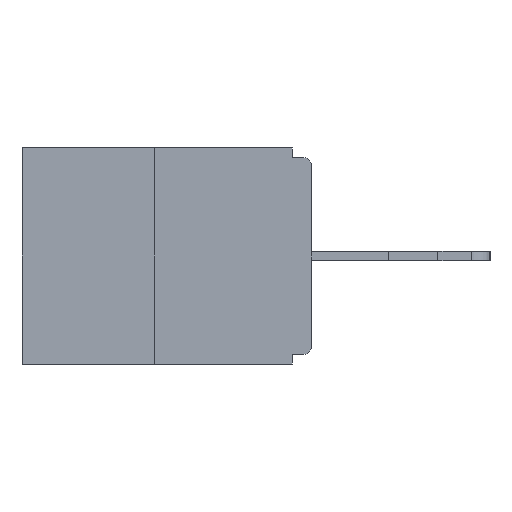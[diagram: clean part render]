
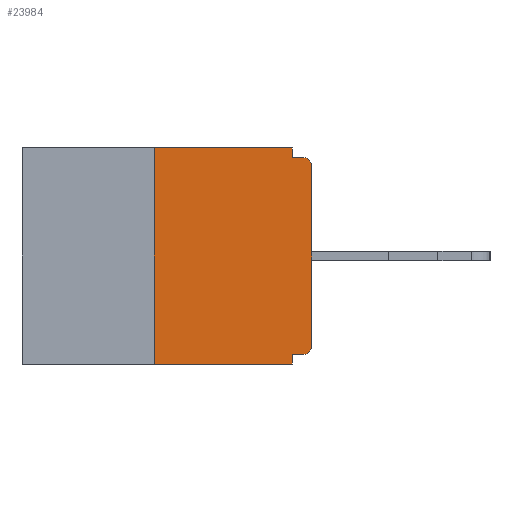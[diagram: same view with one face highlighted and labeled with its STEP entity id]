
A CAD part, left-side view. The second image highlights one B-rep face of the part: STEP entity #23984.
In plain terms, the highlighted planar face has unit normal (-1, 0, 0).
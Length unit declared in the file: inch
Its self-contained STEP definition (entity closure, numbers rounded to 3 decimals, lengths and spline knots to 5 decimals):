
#466 = CARTESIAN_POINT ( 'NONE',  ( 0., 0., -0.03 ) ) ;
#492 = LINE ( 'NONE', #6909, #14153 ) ;
#495 = VERTEX_POINT ( 'NONE', #11389 ) ;
#653 = VECTOR ( 'NONE', #1837, 39.37008 ) ;
#1582 = ORIENTED_EDGE ( 'NONE', *, *, #18423, .F. ) ;
#1657 = EDGE_CURVE ( 'NONE', #26275, #25994, #492, .T. ) ;
#1837 = DIRECTION ( 'NONE',  ( 0., -1., 0. ) ) ;
#2427 = CARTESIAN_POINT ( 'NONE',  ( 0., 0.031, -0.015 ) ) ;
#2846 = CARTESIAN_POINT ( 'NONE',  ( 0., 0.015, -0.328 ) ) ;
#3108 = CIRCLE ( 'NONE', #3999, 0.015 ) ;
#3497 = EDGE_CURVE ( 'NONE', #12439, #26275, #27485, .T. ) ;
#3515 = EDGE_CURVE ( 'NONE', #495, #25994, #16825, .T. ) ;
#3637 = CARTESIAN_POINT ( 'NONE',  ( 0., 0.031, -0.328 ) ) ;
#3865 = ORIENTED_EDGE ( 'NONE', *, *, #3515, .T. ) ;
#3999 = AXIS2_PLACEMENT_3D ( 'NONE', #8708, #11238, #13203 ) ;
#4162 = ORIENTED_EDGE ( 'NONE', *, *, #16834, .T. ) ;
#4471 = VERTEX_POINT ( 'NONE', #24157 ) ;
#4549 = LINE ( 'NONE', #12654, #10326 ) ;
#4980 = CARTESIAN_POINT ( 'NONE',  ( 0., 0.031, 0. ) ) ;
#5729 = AXIS2_PLACEMENT_3D ( 'NONE', #25732, #12966, #21515 ) ;
#6156 = CARTESIAN_POINT ( 'NONE',  ( 0., 0., -0.015 ) ) ;
#6558 = VERTEX_POINT ( 'NONE', #7187 ) ;
#6835 = LINE ( 'NONE', #7105, #17522 ) ;
#6909 = CARTESIAN_POINT ( 'NONE',  ( 0., 0.031, -0.343 ) ) ;
#7105 = CARTESIAN_POINT ( 'NONE',  ( 0., 0., 0. ) ) ;
#7187 = CARTESIAN_POINT ( 'NONE',  ( 0., 0.25, 0. ) ) ;
#8255 = CARTESIAN_POINT ( 'NONE',  ( 0., 0., -0.328 ) ) ;
#8505 = CARTESIAN_POINT ( 'NONE',  ( 0., 0.25, 0. ) ) ;
#8708 = CARTESIAN_POINT ( 'NONE',  ( 0., 0.015, -0.313 ) ) ;
#9342 = VERTEX_POINT ( 'NONE', #23064 ) ;
#9378 = EDGE_CURVE ( 'NONE', #6558, #27337, #16753, .T. ) ;
#9471 = EDGE_CURVE ( 'NONE', #9978, #9342, #14228, .T. ) ;
#9560 = DIRECTION ( 'NONE',  ( 0., 0., -1. ) ) ;
#9645 = ORIENTED_EDGE ( 'NONE', *, *, #9378, .F. ) ;
#9978 = VERTEX_POINT ( 'NONE', #466 ) ;
#10326 = VECTOR ( 'NONE', #19231, 39.37008 ) ;
#10890 = ORIENTED_EDGE ( 'NONE', *, *, #9471, .T. ) ;
#11036 = LINE ( 'NONE', #8505, #15968 ) ;
#11083 = ORIENTED_EDGE ( 'NONE', *, *, #23424, .F. ) ;
#11238 = DIRECTION ( 'NONE',  ( -1., 0., 0. ) ) ;
#11389 = CARTESIAN_POINT ( 'NONE',  ( 0., 0.25, -0.343 ) ) ;
#11423 = VECTOR ( 'NONE', #21559, 39.37008 ) ;
#12331 = CARTESIAN_POINT ( 'NONE',  ( 0., 0.46, -0.343 ) ) ;
#12439 = VERTEX_POINT ( 'NONE', #2846 ) ;
#12654 = CARTESIAN_POINT ( 'NONE',  ( 0., 0.031, 0. ) ) ;
#12966 = DIRECTION ( 'NONE',  ( -1., 0., 0. ) ) ;
#12990 = ORIENTED_EDGE ( 'NONE', *, *, #13146, .F. ) ;
#13146 = EDGE_CURVE ( 'NONE', #495, #6558, #11036, .T. ) ;
#13203 = DIRECTION ( 'NONE',  ( 0., 0., -1. ) ) ;
#14153 = VECTOR ( 'NONE', #9560, 39.37008 ) ;
#14228 = CIRCLE ( 'NONE', #5729, 0.015 ) ;
#14604 = CARTESIAN_POINT ( 'NONE',  ( 0., 0.031, -0.343 ) ) ;
#14648 = CARTESIAN_POINT ( 'NONE',  ( 0., 0.46, 0. ) ) ;
#15500 = DIRECTION ( 'NONE',  ( 0., 0., -1. ) ) ;
#15530 = DIRECTION ( 'NONE',  ( 0., 0., 1. ) ) ;
#15968 = VECTOR ( 'NONE', #21841, 39.37008 ) ;
#16473 = DIRECTION ( 'NONE',  ( 0., -1., 0. ) ) ;
#16753 = LINE ( 'NONE', #14648, #25113 ) ;
#16807 = LINE ( 'NONE', #6156, #653 ) ;
#16825 = LINE ( 'NONE', #12331, #21716 ) ;
#16834 = EDGE_CURVE ( 'NONE', #12439, #4471, #3108, .T. ) ;
#17522 = VECTOR ( 'NONE', #15530, 39.37008 ) ;
#18423 = EDGE_CURVE ( 'NONE', #27337, #24352, #4549, .T. ) ;
#18766 = ORIENTED_EDGE ( 'NONE', *, *, #20672, .T. ) ;
#18768 = ORIENTED_EDGE ( 'NONE', *, *, #3497, .F. ) ;
#19231 = DIRECTION ( 'NONE',  ( 0., 0., -1. ) ) ;
#19509 = ORIENTED_EDGE ( 'NONE', *, *, #1657, .F. ) ;
#20333 = AXIS2_PLACEMENT_3D ( 'NONE', #27093, #20508, #15500 ) ;
#20361 = PLANE ( 'NONE',  #20333 ) ;
#20508 = DIRECTION ( 'NONE',  ( 1., 0., 0. ) ) ;
#20672 = EDGE_CURVE ( 'NONE', #4471, #9978, #6835, .T. ) ;
#21515 = DIRECTION ( 'NONE',  ( 0., 0., -1. ) ) ;
#21559 = DIRECTION ( 'NONE',  ( 0., 1., 0. ) ) ;
#21716 = VECTOR ( 'NONE', #25394, 39.37008 ) ;
#21808 = EDGE_LOOP ( 'NONE', ( #9645, #12990, #3865, #19509, #18768, #4162, #18766, #10890, #11083, #1582 ) ) ;
#21841 = DIRECTION ( 'NONE',  ( 0., 0., 1. ) ) ;
#23064 = CARTESIAN_POINT ( 'NONE',  ( 0., 0.015, -0.015 ) ) ;
#23424 = EDGE_CURVE ( 'NONE', #24352, #9342, #16807, .T. ) ;
#23984 = ADVANCED_FACE ( 'NONE', ( #24852 ), #20361, .F. ) ;
#24157 = CARTESIAN_POINT ( 'NONE',  ( 0., 0., -0.313 ) ) ;
#24352 = VERTEX_POINT ( 'NONE', #2427 ) ;
#24852 = FACE_OUTER_BOUND ( 'NONE', #21808, .T. ) ;
#25113 = VECTOR ( 'NONE', #16473, 39.37008 ) ;
#25394 = DIRECTION ( 'NONE',  ( 0., -1., 0. ) ) ;
#25732 = CARTESIAN_POINT ( 'NONE',  ( 0., 0.015, -0.03 ) ) ;
#25994 = VERTEX_POINT ( 'NONE', #14604 ) ;
#26275 = VERTEX_POINT ( 'NONE', #3637 ) ;
#27093 = CARTESIAN_POINT ( 'NONE',  ( 0., 0.46, 0. ) ) ;
#27337 = VERTEX_POINT ( 'NONE', #4980 ) ;
#27485 = LINE ( 'NONE', #8255, #11423 ) ;
